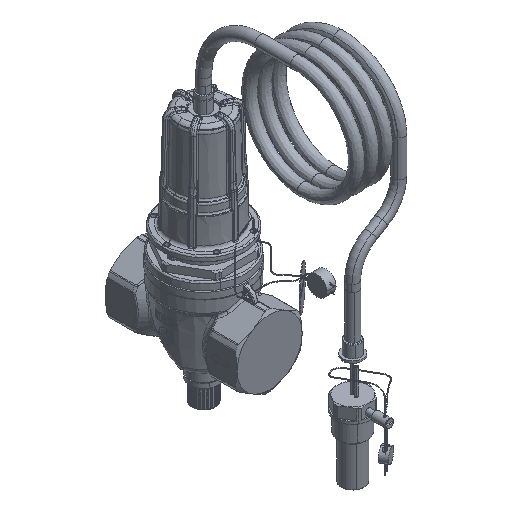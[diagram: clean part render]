
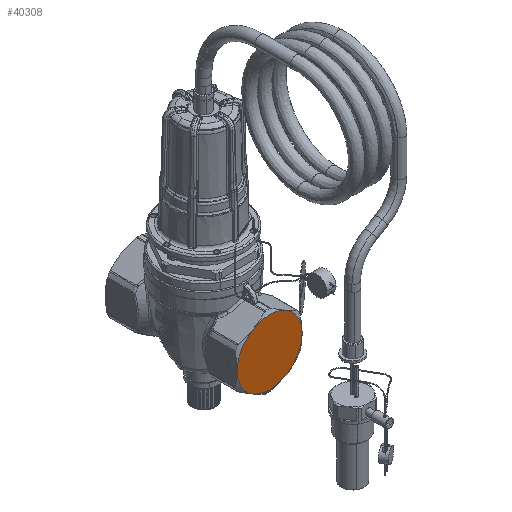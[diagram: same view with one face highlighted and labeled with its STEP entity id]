
A CAD part, isometric view. The second image highlights one B-rep face of the part: STEP entity #40308.
In plain terms, the highlighted planar face has unit normal (0, -1, 0).
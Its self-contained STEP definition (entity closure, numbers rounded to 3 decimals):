
#38869=CARTESIAN_POINT('Vertex',(-20.66,-49.529,59.354)) ;
#38924=CARTESIAN_POINT('Axis2P3D Location',(-9.21,-49.529,39.522)) ;
#38928=CARTESIAN_POINT('Vertex',(1.769,-49.529,59.619)) ;
#38967=CARTESIAN_POINT('Vertex',(2.24,-49.529,59.354)) ;
#40186=CARTESIAN_POINT('Vertex',(-32.11,-49.529,39.522)) ;
#40189=CARTESIAN_POINT('Axis2P3D Location',(-9.21,-49.529,39.522)) ;
#40255=CARTESIAN_POINT('Axis2P3D Location',(-9.21,-49.529,62.422)) ;
#40260=CARTESIAN_POINT('Axis2P3D Location',(-9.21,-49.529,39.522)) ;
#40264=CARTESIAN_POINT('Vertex',(2.24,-49.529,19.69)) ;
#40266=CARTESIAN_POINT('Vertex',(-20.189,-49.529,19.426)) ;
#40269=CARTESIAN_POINT('Axis2P3D Location',(-9.21,-49.529,39.522)) ;
#40273=CARTESIAN_POINT('Vertex',(13.69,-49.529,39.522)) ;
#40276=CARTESIAN_POINT('Axis2P3D Location',(-9.21,-49.529,39.522)) ;
#40281=CARTESIAN_POINT('Axis2P3D Location',(-9.21,-49.529,39.522)) ;
#40286=CARTESIAN_POINT('Axis2P3D Location',(-9.21,-49.529,39.522)) ;
#40290=CARTESIAN_POINT('Vertex',(-20.66,-49.529,19.69)) ;
#40293=CARTESIAN_POINT('Axis2P3D Location',(-9.21,-49.529,39.522)) ;
#38925=DIRECTION('Axis2P3D Direction',(-0.,1.,0.)) ;
#40190=DIRECTION('Axis2P3D Direction',(-0.,1.,0.)) ;
#40256=DIRECTION('Axis2P3D Direction',(-0.,1.,0.)) ;
#40257=DIRECTION('Axis2P3D XDirection',(1.,0.,0.)) ;
#40261=DIRECTION('Axis2P3D Direction',(-0.,1.,0.)) ;
#40270=DIRECTION('Axis2P3D Direction',(-0.,1.,0.)) ;
#40277=DIRECTION('Axis2P3D Direction',(-0.,1.,0.)) ;
#40282=DIRECTION('Axis2P3D Direction',(-0.,1.,0.)) ;
#40287=DIRECTION('Axis2P3D Direction',(-0.,1.,0.)) ;
#40294=DIRECTION('Axis2P3D Direction',(-0.,1.,0.)) ;
#38926=AXIS2_PLACEMENT_3D('Circle Axis2P3D',#38924,#38925,$) ;
#40191=AXIS2_PLACEMENT_3D('Circle Axis2P3D',#40189,#40190,$) ;
#40258=AXIS2_PLACEMENT_3D('Plane Axis2P3D',#40255,#40256,#40257) ;
#40262=AXIS2_PLACEMENT_3D('Circle Axis2P3D',#40260,#40261,$) ;
#40271=AXIS2_PLACEMENT_3D('Circle Axis2P3D',#40269,#40270,$) ;
#40278=AXIS2_PLACEMENT_3D('Circle Axis2P3D',#40276,#40277,$) ;
#40283=AXIS2_PLACEMENT_3D('Circle Axis2P3D',#40281,#40282,$) ;
#40288=AXIS2_PLACEMENT_3D('Circle Axis2P3D',#40286,#40287,$) ;
#40295=AXIS2_PLACEMENT_3D('Circle Axis2P3D',#40293,#40294,$) ;
#40299=ORIENTED_EDGE('',*,*,#40268,.F.) ;
#40300=ORIENTED_EDGE('',*,*,#40275,.F.) ;
#40301=ORIENTED_EDGE('',*,*,#40280,.F.) ;
#40302=ORIENTED_EDGE('',*,*,#40285,.F.) ;
#40303=ORIENTED_EDGE('',*,*,#38930,.F.) ;
#40304=ORIENTED_EDGE('',*,*,#40193,.F.) ;
#40305=ORIENTED_EDGE('',*,*,#40292,.F.) ;
#40306=ORIENTED_EDGE('',*,*,#40297,.F.) ;
#40308=ADVANCED_FACE('PartBody',(#40307),#40259,.F.) ;
#38927=CIRCLE('generated circle',#38926,22.9) ;
#40192=CIRCLE('generated circle',#40191,22.9) ;
#40263=CIRCLE('generated circle',#40262,22.9) ;
#40272=CIRCLE('generated circle',#40271,22.9) ;
#40279=CIRCLE('generated circle',#40278,22.9) ;
#40284=CIRCLE('generated circle',#40283,22.9) ;
#40289=CIRCLE('generated circle',#40288,22.9) ;
#40296=CIRCLE('generated circle',#40295,22.9) ;
#38930=EDGE_CURVE('',#38870,#38929,#38927,.T.) ;
#40193=EDGE_CURVE('',#40187,#38870,#40192,.T.) ;
#40268=EDGE_CURVE('',#40265,#40267,#40263,.T.) ;
#40275=EDGE_CURVE('',#40274,#40265,#40272,.T.) ;
#40280=EDGE_CURVE('',#38968,#40274,#40279,.T.) ;
#40285=EDGE_CURVE('',#38929,#38968,#40284,.T.) ;
#40292=EDGE_CURVE('',#40291,#40187,#40289,.T.) ;
#40297=EDGE_CURVE('',#40267,#40291,#40296,.T.) ;
#40298=EDGE_LOOP('',(#40299,#40300,#40301,#40302,#40303,#40304,#40305,#40306)) ;
#40307=FACE_OUTER_BOUND('',#40298,.T.) ;
#40259=PLANE('',#40258) ;
#38870=VERTEX_POINT('',#38869) ;
#38929=VERTEX_POINT('',#38928) ;
#38968=VERTEX_POINT('',#38967) ;
#40187=VERTEX_POINT('',#40186) ;
#40265=VERTEX_POINT('',#40264) ;
#40267=VERTEX_POINT('',#40266) ;
#40274=VERTEX_POINT('',#40273) ;
#40291=VERTEX_POINT('',#40290) ;
